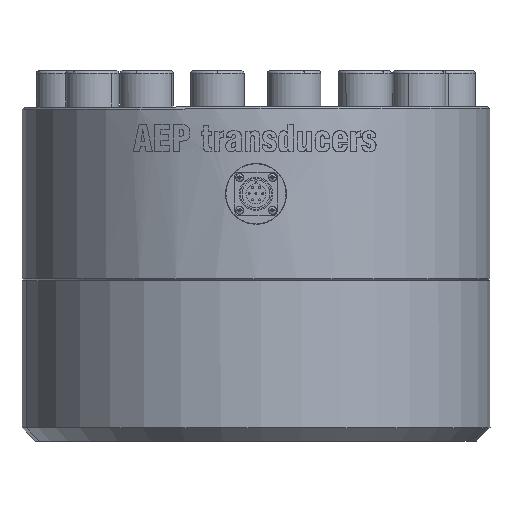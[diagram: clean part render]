
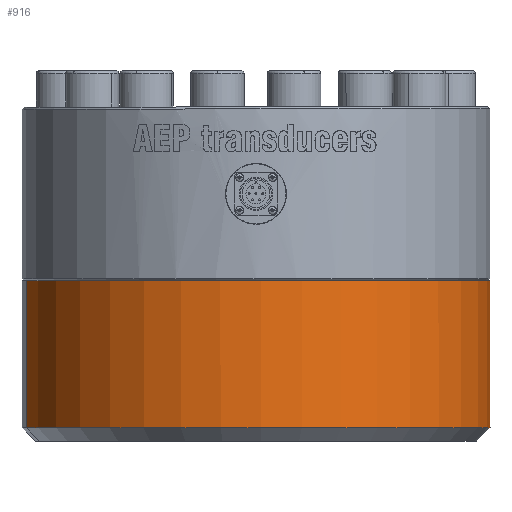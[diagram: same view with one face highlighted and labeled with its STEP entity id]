
A CAD part, front view. The second image highlights one B-rep face of the part: STEP entity #916.
In plain terms, the highlighted cylindrical face has radius 175 mm (diameter 350 mm), a partial arc.
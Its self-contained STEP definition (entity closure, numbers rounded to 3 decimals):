
#916=ADVANCED_FACE('',(#2054),#2055,.T.);
#2054=FACE_OUTER_BOUND('',#3804,.T.);
#2055=CYLINDRICAL_SURFACE('',#3805,175.0);
#3804=EDGE_LOOP('',(#7802,#7803,#7804,#7805));
#3805=AXIS2_PLACEMENT_3D('',#7806,#7807,#7808);
#7802=ORIENTED_EDGE('',*,*,#11656,.F.);
#7803=ORIENTED_EDGE('',*,*,#11747,.F.);
#7804=ORIENTED_EDGE('',*,*,#11658,.F.);
#7805=ORIENTED_EDGE('',*,*,#11748,.F.);
#7806=CARTESIAN_POINT('',(0.,0.,-120.0));
#7807=DIRECTION('',(0.,0.,-1.0));
#7808=DIRECTION('',(0.981,-0.195,0.));
#11656=EDGE_CURVE('',#13358,#13359,#13360,.T.);
#11658=EDGE_CURVE('',#13361,#13363,#13364,.T.);
#11747=EDGE_CURVE('0:6748',#13363,#13358,#13518,.F.);
#11748=EDGE_CURVE('0:6649',#13359,#13361,#13519,.T.);
#13358=VERTEX_POINT('',#15907);
#13359=VERTEX_POINT('',#15908);
#13360=LINE('',#15909,#15910);
#13361=VERTEX_POINT('',#15911);
#13363=VERTEX_POINT('',#15913);
#13364=LINE('',#15914,#15915);
#13518=CIRCLE('',#16270,175.0);
#13519=CIRCLE('',#16271,175.0);
#15907=CARTESIAN_POINT('',(171.637,-34.141,-120.0));
#15908=CARTESIAN_POINT('',(171.637,-34.141,-10.));
#15909=CARTESIAN_POINT('',(171.637,-34.141,-120.0));
#15910=VECTOR('',#21749,1.0);
#15911=CARTESIAN_POINT('',(-171.637,34.141,-10.));
#15913=CARTESIAN_POINT('',(-171.637,34.141,-120.0));
#15914=CARTESIAN_POINT('',(-171.637,34.141,-120.0));
#15915=VECTOR('',#21753,1.0);
#16270=AXIS2_PLACEMENT_3D('',#21876,#21877,#21878);
#16271=AXIS2_PLACEMENT_3D('',#21879,#21880,#21881);
#21749=DIRECTION('',(0.,0.,1.0));
#21753=DIRECTION('',(0.,0.,-1.0));
#21876=CARTESIAN_POINT('',(0.,0.,-120.0));
#21877=DIRECTION('',(0.,0.,1.0));
#21878=DIRECTION('',(0.981,-0.195,0.));
#21879=CARTESIAN_POINT('',(0.,0.,-10.));
#21880=DIRECTION('',(0.,0.,1.0));
#21881=DIRECTION('',(0.981,-0.195,0.));
